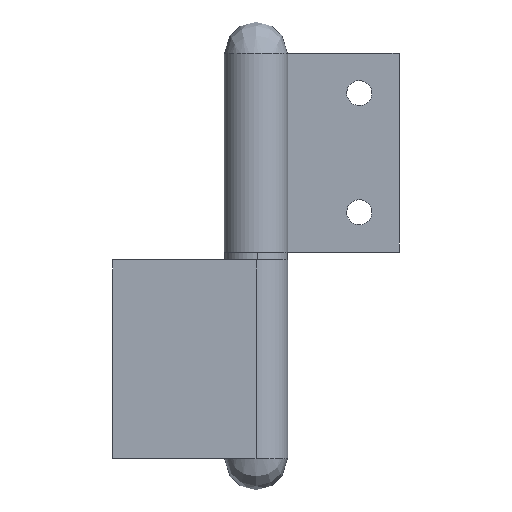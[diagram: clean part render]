
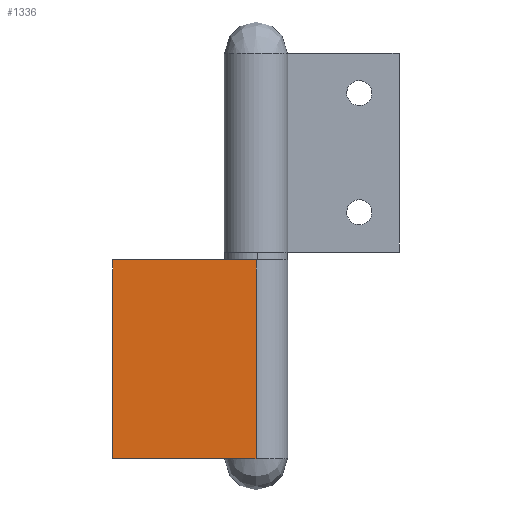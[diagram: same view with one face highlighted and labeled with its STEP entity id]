
A CAD part, front view. The second image highlights one B-rep face of the part: STEP entity #1336.
In plain terms, the highlighted free-form (B-spline) face has degree [1, 1] with [2, 2] control points.
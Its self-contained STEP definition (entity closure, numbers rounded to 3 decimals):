
#1087=CARTESIAN_POINT('',(0.0,-8.0,0.0));
#1088=VERTEX_POINT('',#1087);
#1108=CARTESIAN_POINT('',(-36.0,-8.0,0.0));
#1109=VERTEX_POINT('',#1108);
#1110=CARTESIAN_POINT('',(0.0,-8.0,0.0));
#1111=CARTESIAN_POINT('',(-36.0,-8.0,0.0));
#1112=QUASI_UNIFORM_CURVE('',1,(#1110,#1111),.UNSPECIFIED.,.F.,.U.);
#1113=EDGE_CURVE('',#1088,#1109,#1112,.T.);
#1165=CARTESIAN_POINT('',(0.0,-8.0,50.0));
#1166=VERTEX_POINT('',#1165);
#1221=CARTESIAN_POINT('',(-36.0,-8.0,50.0));
#1222=VERTEX_POINT('',#1221);
#1228=CARTESIAN_POINT('',(0.0,-8.0,50.0));
#1229=CARTESIAN_POINT('',(-36.0,-8.0,50.0));
#1230=QUASI_UNIFORM_CURVE('',1,(#1228,#1229),.UNSPECIFIED.,.F.,.U.);
#1231=EDGE_CURVE('',#1166,#1222,#1230,.T.);
#1311=CARTESIAN_POINT('',(-36.0,-8.0,50.0));
#1312=CARTESIAN_POINT('',(-36.0,-8.0,0.0));
#1313=QUASI_UNIFORM_CURVE('',1,(#1311,#1312),.UNSPECIFIED.,.F.,.U.);
#1314=EDGE_CURVE('',#1222,#1109,#1313,.T.);
#1321=CARTESIAN_POINT('',(-37.798,-8.0,52.497));
#1322=CARTESIAN_POINT('',(-37.798,-8.0,-2.498));
#1323=CARTESIAN_POINT('',(1.798,-8.0,52.497));
#1324=CARTESIAN_POINT('',(1.798,-8.0,-2.498));
#1325=B_SPLINE_SURFACE_WITH_KNOTS('',1,1,((#1321,#1323),(#1322,#1324)),.UNSPECIFIED.,.F.,.F.,.U.,(2,2),(2,2),(0.0,54.995),(0.0,39.596),.UNSPECIFIED.);
#1326=ORIENTED_EDGE('',*,*,#1113,.F.);
#1327=CARTESIAN_POINT('',(0.0,-8.0,50.0));
#1328=CARTESIAN_POINT('',(0.0,-8.0,0.0));
#1329=QUASI_UNIFORM_CURVE('',1,(#1327,#1328),.UNSPECIFIED.,.F.,.U.);
#1330=EDGE_CURVE('',#1166,#1088,#1329,.T.);
#1331=ORIENTED_EDGE('',*,*,#1330,.F.);
#1332=ORIENTED_EDGE('',*,*,#1231,.T.);
#1333=ORIENTED_EDGE('',*,*,#1314,.T.);
#1334=EDGE_LOOP('',(#1326,#1331,#1332,#1333));
#1335=FACE_OUTER_BOUND('',#1334,.T.);
#1336=ADVANCED_FACE('',(#1335),#1325,.T.);
